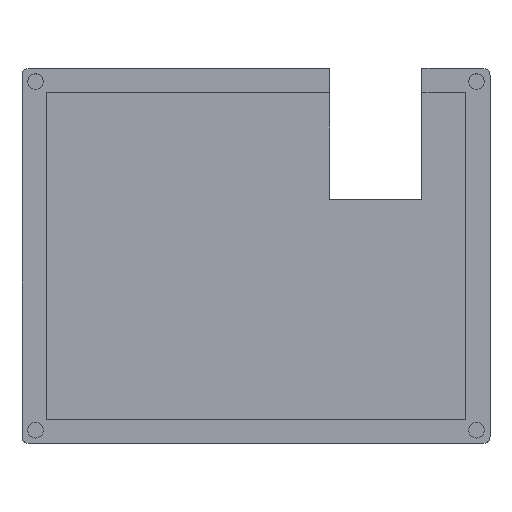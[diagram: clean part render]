
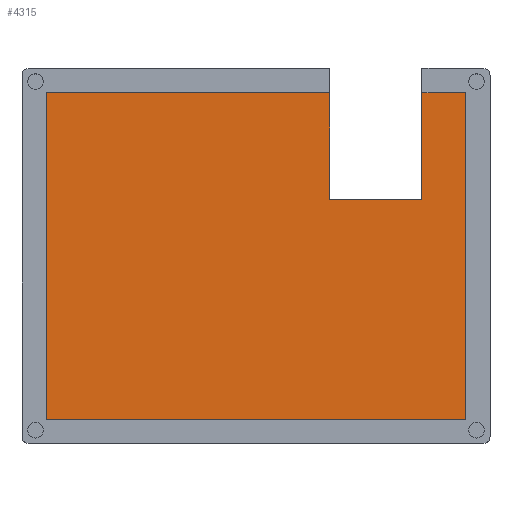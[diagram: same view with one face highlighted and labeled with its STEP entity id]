
A CAD part, top view. The second image highlights one B-rep face of the part: STEP entity #4315.
In plain terms, the highlighted planar face has unit normal (0, 0, 1).
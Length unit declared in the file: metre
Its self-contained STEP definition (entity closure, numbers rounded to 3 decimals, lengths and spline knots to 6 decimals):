
#721=ORIENTED_EDGE('',*,*,#2007,.F.);
#722=ORIENTED_EDGE('',*,*,#1992,.T.);
#723=ORIENTED_EDGE('',*,*,#2005,.F.);
#724=ORIENTED_EDGE('',*,*,#1995,.F.);
#725=ORIENTED_EDGE('',*,*,#1993,.T.);
#726=ORIENTED_EDGE('',*,*,#1800,.T.);
#727=ORIENTED_EDGE('',*,*,#2008,.T.);
#728=ORIENTED_EDGE('',*,*,#2010,.T.);
#1800=EDGE_CURVE('',#2469,#2468,#2916,.T.);
#1992=EDGE_CURVE('',#2655,#2656,#2991,.T.);
#1993=EDGE_CURVE('',#2657,#2469,#2992,.T.);
#1995=EDGE_CURVE('',#2657,#2658,#2994,.T.);
#2005=EDGE_CURVE('',#2658,#2656,#3004,.T.);
#2007=EDGE_CURVE('',#2655,#2659,#3006,.T.);
#2008=EDGE_CURVE('',#2468,#2660,#3007,.T.);
#2010=EDGE_CURVE('',#2660,#2659,#3009,.T.);
#2468=VERTEX_POINT('',#5470);
#2469=VERTEX_POINT('',#5472);
#2655=VERTEX_POINT('',#6028);
#2656=VERTEX_POINT('',#6030);
#2657=VERTEX_POINT('',#6034);
#2658=VERTEX_POINT('',#6038);
#2659=VERTEX_POINT('',#6060);
#2660=VERTEX_POINT('',#6064);
#2916=LINE('',#5471,#3284);
#2991=LINE('',#6031,#3359);
#2992=LINE('',#6033,#3360);
#2994=LINE('',#6037,#3362);
#3004=LINE('',#6057,#3372);
#3006=LINE('',#6061,#3374);
#3007=LINE('',#6063,#3375);
#3009=LINE('',#6067,#3377);
#3284=VECTOR('',#4742,1.);
#3359=VECTOR('',#4883,1.);
#3360=VECTOR('',#4886,1.);
#3362=VECTOR('',#4890,1.);
#3372=VECTOR('',#4918,1.);
#3374=VECTOR('',#4922,1.);
#3375=VECTOR('',#4925,1.);
#3377=VECTOR('',#4929,1.);
#3685=EDGE_LOOP('',(#721,#722,#723,#724,#725,#726,#727,#728));
#3959=FACE_BOUND('',#3685,.T.);
#4213=PLANE('',#4605);
#4315=ADVANCED_FACE('',(#3959),#4213,.T.);
#4605=AXIS2_PLACEMENT_3D('',#6068,#4930,#4931);
#4742=DIRECTION('',(-1.,0.,0.));
#4883=DIRECTION('',(-1.,0.,0.));
#4886=DIRECTION('',(0.,1.,0.));
#4890=DIRECTION('',(-1.,0.,0.));
#4918=DIRECTION('',(0.,1.,0.));
#4922=DIRECTION('',(0.,-1.,0.));
#4925=DIRECTION('',(0.,-1.,0.));
#4929=DIRECTION('',(-1.,0.,0.));
#4930=DIRECTION('',(0.,0.,1.));
#4931=DIRECTION('',(1.,0.,0.));
#5470=CARTESIAN_POINT('',(0.034113,0.033588,0.003));
#5471=CARTESIAN_POINT('',(0.038613,0.033588,0.003));
#5472=CARTESIAN_POINT('',(0.043113,0.033588,0.003));
#6028=CARTESIAN_POINT('',(0.015113,0.033588,0.003));
#6030=CARTESIAN_POINT('',(-0.043113,0.033588,0.003));
#6031=CARTESIAN_POINT('',(-0.014,0.033588,0.003));
#6033=CARTESIAN_POINT('',(0.043113,0.,0.003));
#6034=CARTESIAN_POINT('',(0.043113,-0.033588,0.003));
#6037=CARTESIAN_POINT('',(0.,-0.033588,0.003));
#6038=CARTESIAN_POINT('',(-0.043113,-0.033588,0.003));
#6057=CARTESIAN_POINT('',(-0.043113,0.,0.003));
#6060=CARTESIAN_POINT('',(0.015113,0.011588,0.003));
#6061=CARTESIAN_POINT('',(0.015113,0.022588,0.003));
#6063=CARTESIAN_POINT('',(0.034113,0.022588,0.003));
#6064=CARTESIAN_POINT('',(0.034113,0.011588,0.003));
#6067=CARTESIAN_POINT('',(0.024613,0.011588,0.003));
#6068=CARTESIAN_POINT('',(0.,0.,0.003));
